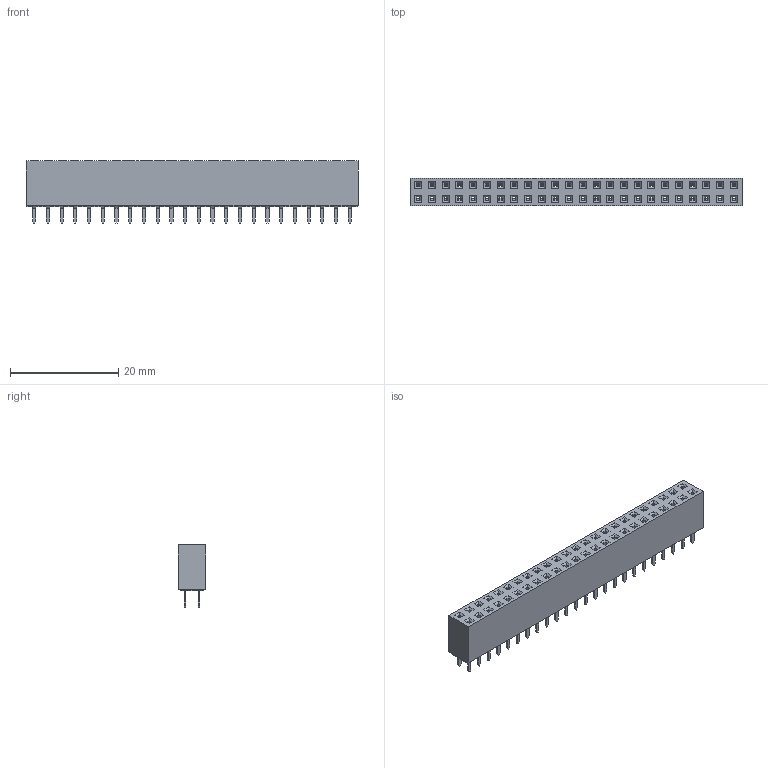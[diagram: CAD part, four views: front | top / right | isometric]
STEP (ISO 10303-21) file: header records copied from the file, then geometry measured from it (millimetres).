
FILE_DESCRIPTION (( 'STEP AP214' ), '1' );
FILE_NAME ('FFH25424-D48S1014K6K-REF.STEP', '2026-03-03T06:21:53', ( '' ), ( '' ), 'SwSTEP 2.0', 'SolidWorks 2021', '' );
FILE_SCHEMA (( 'AUTOMOTIVE_DESIGN' ));
Length unit declared in the file: millimetre
Products named in the file (1): FFH25424-D48S1014K6K-REF
Bounding box: 61.46 x 5.08 x 11.5 mm (x, y, z)
Volume: 2031.7 mm3; surface area: 5485.1 mm2
Topology: 1 solids, 1 shells, 3517 faces, 9622 edges, 5964 vertices
Faces by surface type: plane 2813, cylinder 704
Entity records: 109355 total; most frequent: CARTESIAN_POINT 19691, ORIENTED_EDGE 19244, DIRECTION 17855, EDGE_CURVE 9622, VECTOR 8067, LINE 8067, VERTEX_POINT 5964, AXIS2_PLACEMENT_3D 4894
